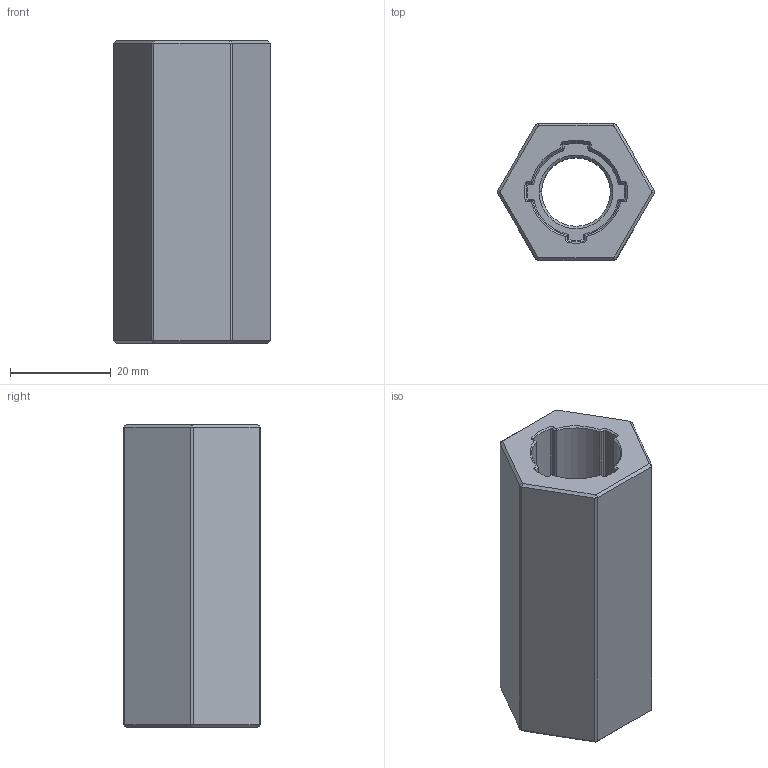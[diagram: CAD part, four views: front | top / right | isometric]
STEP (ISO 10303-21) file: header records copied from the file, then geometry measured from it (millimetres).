
FILE_DESCRIPTION((''),'2;1');
FILE_NAME('30009328','2023-11-29T16:03:37',('phk'),(''),'CREO PARAMETRIC BY PTC INC, 2021184','CREO PARAMETRIC BY PTC INC, 2021184','');
FILE_SCHEMA(('AP242_MANAGED_MODEL_BASED_3D_ENGINEERING_MIM_LF { 1 0 10303 442 1 1 4 }'));
Length unit declared in the file: millimetre
Products named in the file (1): 30009328
Bounding box: 31 x 27.1 x 60 mm (x, y, z)
Volume: 24384.1 mm3; surface area: 11704.3 mm2
Topology: 1 solids, 1 shells, 251 faces, 566 edges, 296 vertices
Faces by surface type: cone 94, plane 67, cylinder 64, bspline 10, torus 8, sphere 8
Entity records: 9452 total; most frequent: CARTESIAN_POINT 1613, DIRECTION 1222, ORIENTED_EDGE 1084, PRESENTATION_STYLE_ASSIGNMENT 548, STYLED_ITEM 548, CURVE_STYLE 545, EDGE_CURVE 542, AXIS2_PLACEMENT_3D 472
